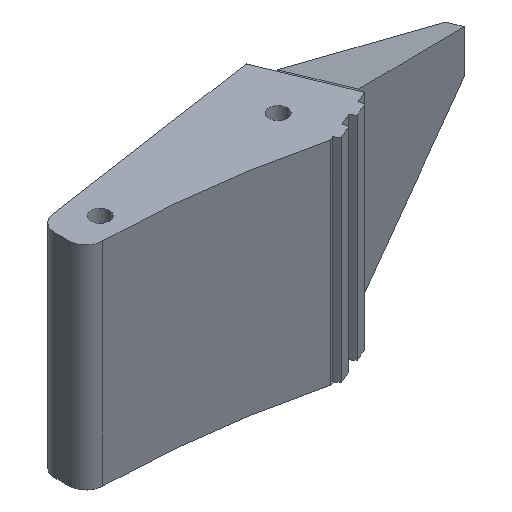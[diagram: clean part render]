
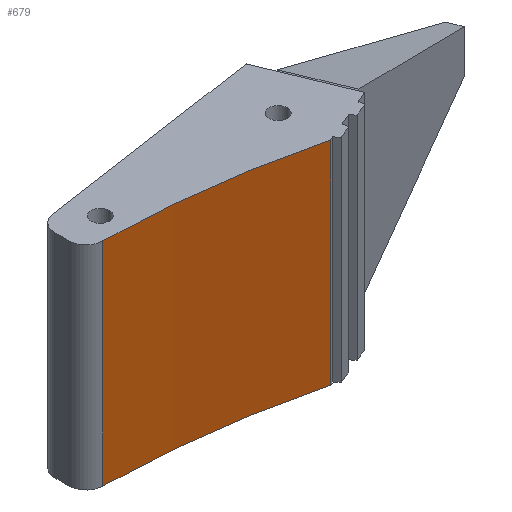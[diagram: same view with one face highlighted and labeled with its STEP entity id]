
A CAD part, isometric view. The second image highlights one B-rep face of the part: STEP entity #679.
In plain terms, the highlighted cylindrical face has radius 150 mm (diameter 300 mm), a partial arc.
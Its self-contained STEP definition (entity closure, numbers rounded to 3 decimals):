
#43 = ORIENTED_EDGE ( 'NONE', *, *, #58, .T. ) ;
#58 = EDGE_CURVE ( 'NONE', #689, #661, #956, .T. ) ;
#61 = EDGE_CURVE ( 'NONE', #1153, #689, #697, .T. ) ;
#101 = AXIS2_PLACEMENT_3D ( 'NONE', #941, #149, #331 ) ;
#125 = ORIENTED_EDGE ( 'NONE', *, *, #1191, .T. ) ;
#149 = DIRECTION ( 'NONE',  ( 0., 0., 1. ) ) ;
#273 = VERTEX_POINT ( 'NONE', #1129 ) ;
#277 = DIRECTION ( 'NONE',  ( 0., 0., -1. ) ) ;
#283 = DIRECTION ( 'NONE',  ( 0., 0., -1. ) ) ;
#309 = CARTESIAN_POINT ( 'NONE',  ( 2.962, -4.008, 37. ) ) ;
#331 = DIRECTION ( 'NONE',  ( -1., 0., 0. ) ) ;
#355 = ORIENTED_EDGE ( 'NONE', *, *, #918, .F. ) ;
#377 = CARTESIAN_POINT ( 'NONE',  ( 1.069, -153.996, 0. ) ) ;
#402 = FACE_OUTER_BOUND ( 'NONE', #406, .T. ) ;
#406 = EDGE_LOOP ( 'NONE', ( #125, #773, #43, #355 ) ) ;
#481 = DIRECTION ( 'NONE',  ( -1., 0., 0. ) ) ;
#495 = VECTOR ( 'NONE', #998, 1000. ) ;
#506 = CYLINDRICAL_SURFACE ( 'NONE', #769, 150. ) ;
#597 = CARTESIAN_POINT ( 'NONE',  ( 2.962, -4.008, 124.736 ) ) ;
#661 = VERTEX_POINT ( 'NONE', #695 ) ;
#663 = CIRCLE ( 'NONE', #101, 150. ) ;
#679 = ADVANCED_FACE ( 'NONE', ( #402 ), #506, .F. ) ;
#689 = VERTEX_POINT ( 'NONE', #1175 ) ;
#695 = CARTESIAN_POINT ( 'NONE',  ( 38., -8.614, 0. ) ) ;
#697 = LINE ( 'NONE', #597, #495 ) ;
#769 = AXIS2_PLACEMENT_3D ( 'NONE', #1198, #878, #481 ) ;
#773 = ORIENTED_EDGE ( 'NONE', *, *, #61, .T. ) ;
#826 = VECTOR ( 'NONE', #277, 1000. ) ;
#878 = DIRECTION ( 'NONE',  ( 0., 0., -1. ) ) ;
#918 = EDGE_CURVE ( 'NONE', #273, #661, #1278, .T. ) ;
#941 = CARTESIAN_POINT ( 'NONE',  ( 1.069, -153.996, 37. ) ) ;
#956 = CIRCLE ( 'NONE', #1244, 150. ) ;
#978 = DIRECTION ( 'NONE',  ( -1., 0., 0. ) ) ;
#998 = DIRECTION ( 'NONE',  ( 0., 0., -1. ) ) ;
#1129 = CARTESIAN_POINT ( 'NONE',  ( 38., -8.614, 37. ) ) ;
#1153 = VERTEX_POINT ( 'NONE', #309 ) ;
#1172 = CARTESIAN_POINT ( 'NONE',  ( 38., -8.614, 124.736 ) ) ;
#1175 = CARTESIAN_POINT ( 'NONE',  ( 2.962, -4.008, 0. ) ) ;
#1191 = EDGE_CURVE ( 'NONE', #273, #1153, #663, .T. ) ;
#1198 = CARTESIAN_POINT ( 'NONE',  ( 1.069, -153.996, 124.736 ) ) ;
#1244 = AXIS2_PLACEMENT_3D ( 'NONE', #377, #283, #978 ) ;
#1278 = LINE ( 'NONE', #1172, #826 ) ;
